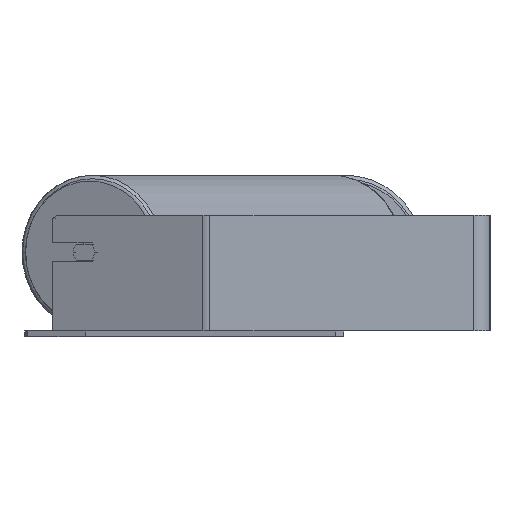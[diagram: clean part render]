
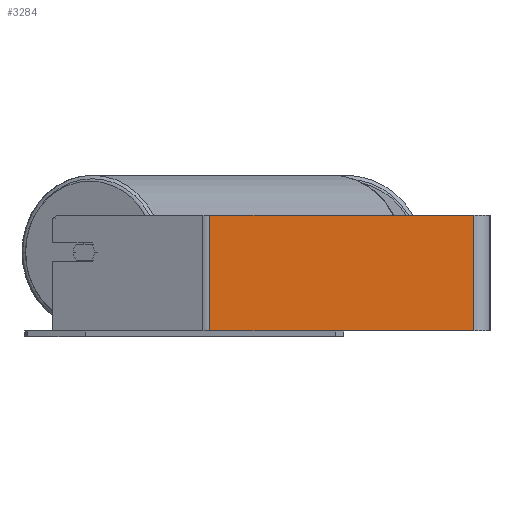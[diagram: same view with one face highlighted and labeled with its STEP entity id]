
A CAD part, left-side view. The second image highlights one B-rep face of the part: STEP entity #3284.
In plain terms, the highlighted planar face has unit normal (-1, 0, 0).
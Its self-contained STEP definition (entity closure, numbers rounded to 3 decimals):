
#44 = LINE ( 'NONE', #9339, #5041 ) ;
#1040 = ORIENTED_EDGE ( 'NONE', *, *, #2675, .T. ) ;
#1151 = ORIENTED_EDGE ( 'NONE', *, *, #7721, .T. ) ;
#1269 = VECTOR ( 'NONE', #6721, 1000. ) ;
#1274 = VERTEX_POINT ( 'NONE', #2767 ) ;
#1277 = VERTEX_POINT ( 'NONE', #7065 ) ;
#1278 = CARTESIAN_POINT ( 'NONE',  ( -800., 245.188, 50. ) ) ;
#1373 = VERTEX_POINT ( 'NONE', #9017 ) ;
#1777 = CARTESIAN_POINT ( 'NONE',  ( -800., 242.084, 50. ) ) ;
#1855 = FACE_OUTER_BOUND ( 'NONE', #3107, .T. ) ;
#2162 = CARTESIAN_POINT ( 'NONE',  ( -800., 242.084, 50. ) ) ;
#2270 = VECTOR ( 'NONE', #6387, 1000. ) ;
#2675 = EDGE_CURVE ( 'NONE', #1277, #1274, #6224, .T. ) ;
#2767 = CARTESIAN_POINT ( 'NONE',  ( -800., 14., -50. ) ) ;
#2907 = LINE ( 'NONE', #1777, #1269 ) ;
#3107 = EDGE_LOOP ( 'NONE', ( #1040, #3112, #7872, #1151 ) ) ;
#3112 = ORIENTED_EDGE ( 'NONE', *, *, #7680, .F. ) ;
#3284 = ADVANCED_FACE ( 'NONE', ( #1855 ), #4019, .F. ) ;
#4019 = PLANE ( 'NONE',  #6362 ) ;
#4078 = DIRECTION ( 'NONE',  ( 0., -1., 0. ) ) ;
#4343 = EDGE_CURVE ( 'NONE', #7710, #1373, #6441, .T. ) ;
#4776 = CARTESIAN_POINT ( 'NONE',  ( -800., 245.188, -50. ) ) ;
#5041 = VECTOR ( 'NONE', #6443, 1000. ) ;
#5356 = DIRECTION ( 'NONE',  ( 0., 0., -1. ) ) ;
#6224 = LINE ( 'NONE', #4776, #7118 ) ;
#6362 = AXIS2_PLACEMENT_3D ( 'NONE', #6781, #6927, #5356 ) ;
#6387 = DIRECTION ( 'NONE',  ( 0., -1., 0. ) ) ;
#6441 = LINE ( 'NONE', #1278, #2270 ) ;
#6443 = DIRECTION ( 'NONE',  ( 0., 0., -1. ) ) ;
#6721 = DIRECTION ( 'NONE',  ( 0., 0., -1. ) ) ;
#6781 = CARTESIAN_POINT ( 'NONE',  ( -800., 245.188, 50. ) ) ;
#6927 = DIRECTION ( 'NONE',  ( 1., 0., 0. ) ) ;
#7065 = CARTESIAN_POINT ( 'NONE',  ( -800., 242.084, -50. ) ) ;
#7118 = VECTOR ( 'NONE', #4078, 1000. ) ;
#7680 = EDGE_CURVE ( 'NONE', #1373, #1274, #44, .T. ) ;
#7710 = VERTEX_POINT ( 'NONE', #2162 ) ;
#7721 = EDGE_CURVE ( 'NONE', #7710, #1277, #2907, .T. ) ;
#7872 = ORIENTED_EDGE ( 'NONE', *, *, #4343, .F. ) ;
#9017 = CARTESIAN_POINT ( 'NONE',  ( -800., 14., 50. ) ) ;
#9339 = CARTESIAN_POINT ( 'NONE',  ( -800., 14., 50. ) ) ;
